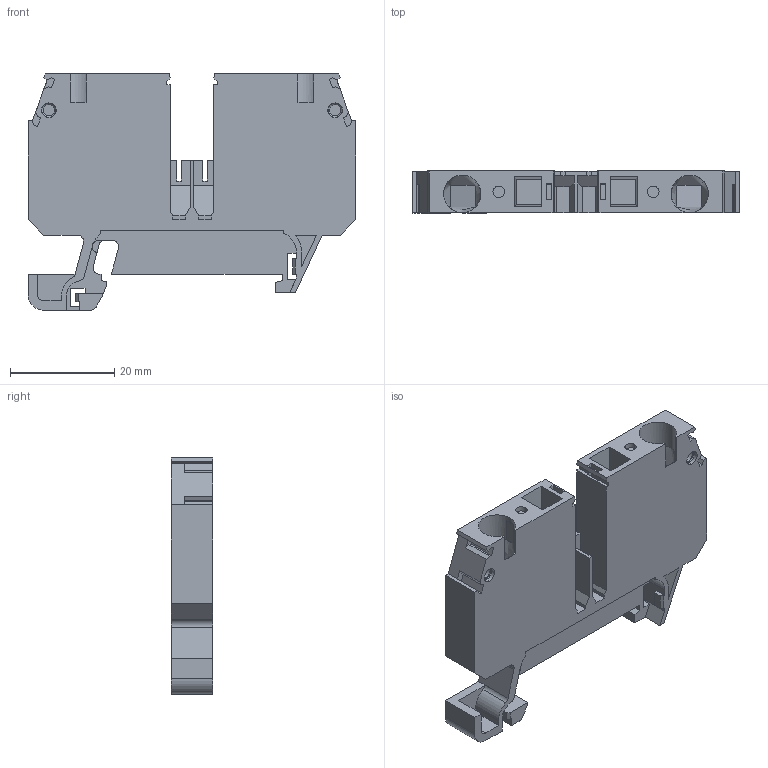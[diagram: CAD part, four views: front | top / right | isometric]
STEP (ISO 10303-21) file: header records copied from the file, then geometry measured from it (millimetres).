
FILE_DESCRIPTION (( 'STEP AP214' ), '1' );
FILE_NAME ('42450_DN-QG8.STEP', '2014-05-12T08:36:08', ( '' ), ( '' ), 'SwSTEP 2.0', 'SolidWorks 2013', '' );
FILE_SCHEMA (( 'AUTOMOTIVE_DESIGN' ));
Length unit declared in the file: millimetre
Products named in the file (1): 42450_DN-QG8
Bounding box: 63 x 8 x 45.4 mm (x, y, z)
Volume: 13083.2 mm3; surface area: 8730.8 mm2
Topology: 1 solids, 7 shells, 324 faces, 860 edges, 559 vertices
Faces by surface type: plane 253, cylinder 51, torus 8, bspline 8, cone 4
Entity records: 10343 total; most frequent: CARTESIAN_POINT 2208, ORIENTED_EDGE 1720, DIRECTION 1599, EDGE_CURVE 860, LINE 715, VECTOR 715, VERTEX_POINT 559, AXIS2_PLACEMENT_3D 442
